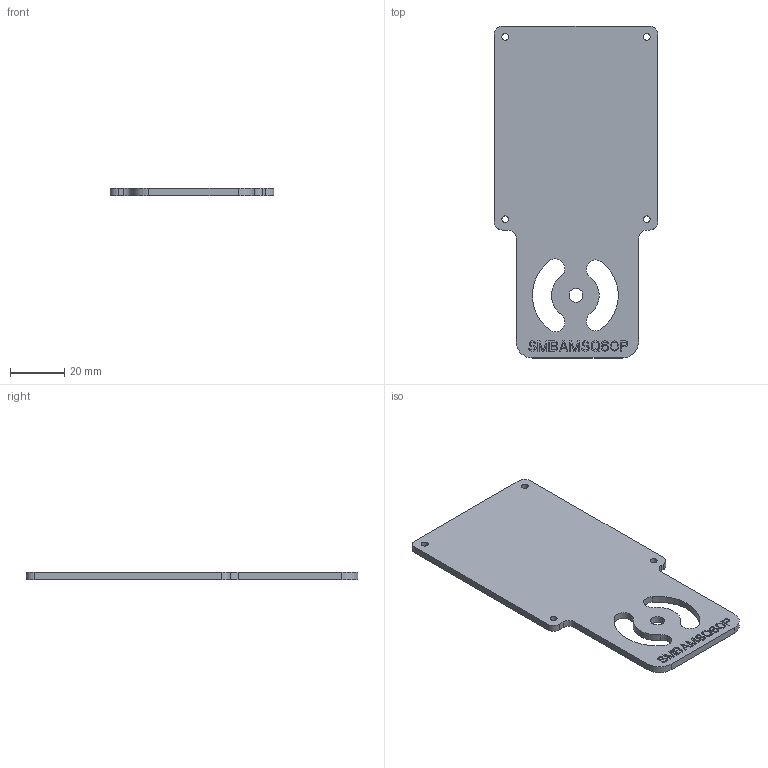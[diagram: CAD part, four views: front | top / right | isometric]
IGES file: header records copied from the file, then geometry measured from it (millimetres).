
Start section:  PTC IGES file: 141795.igs
Global section: file name: 141795.igs; native system: Pro/ENGINEER by Parametric Technology Corporation; preprocessor: 2006170; author: banengservice; organization: Unknown; date: 20080811.092742; units: inch
Bounding box: 60 x 122 x 2.6 mm (x, y, z)
Volume: 16002.8 mm3; surface area: 13823.4 mm2
Topology: 1 solids, 1 shells, 414 faces, 1185 edges, 790 vertices
Faces by surface type: bspline 388, revolution 26
